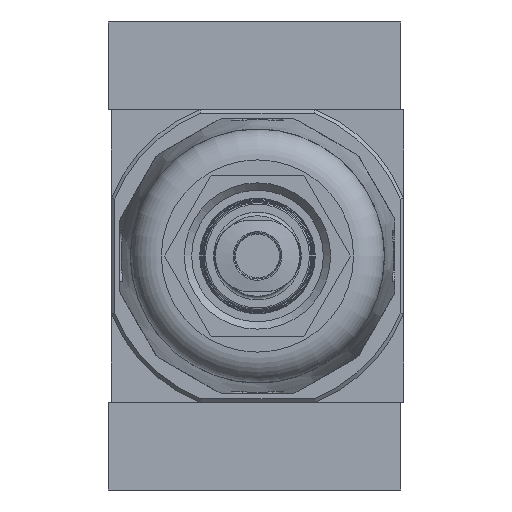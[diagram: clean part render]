
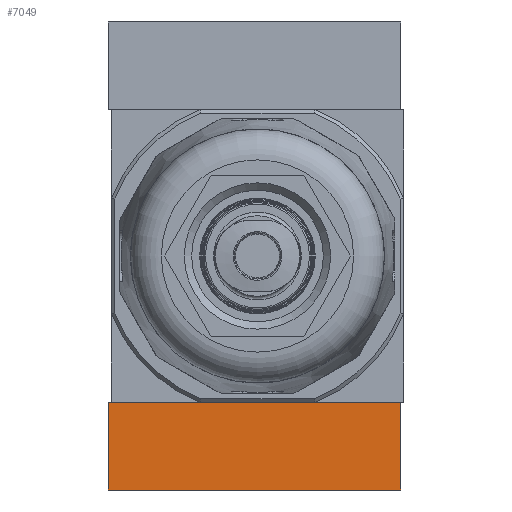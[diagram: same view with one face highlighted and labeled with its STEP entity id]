
A CAD part, front view. The second image highlights one B-rep face of the part: STEP entity #7049.
In plain terms, the highlighted face is planar.
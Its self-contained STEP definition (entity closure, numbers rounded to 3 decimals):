
#402=LINE('',#10883,#752);
#407=LINE('',#10897,#757);
#409=LINE('',#10901,#759);
#410=LINE('',#10902,#760);
#752=VECTOR('',#8666,1000.);
#757=VECTOR('',#8679,1000.);
#759=VECTOR('',#8683,1000.);
#760=VECTOR('',#8684,1000.);
#993=PLANE('',#7549);
#2040=ORIENTED_EDGE('',*,*,#3137,.T.);
#2041=ORIENTED_EDGE('',*,*,#3128,.F.);
#2042=ORIENTED_EDGE('',*,*,#3138,.F.);
#2043=ORIENTED_EDGE('',*,*,#3135,.T.);
#3128=EDGE_CURVE('',#3750,#3747,#402,.T.);
#3135=EDGE_CURVE('',#3756,#3755,#407,.T.);
#3137=EDGE_CURVE('',#3755,#3747,#409,.T.);
#3138=EDGE_CURVE('',#3756,#3750,#410,.T.);
#3747=VERTEX_POINT('',#10877);
#3750=VERTEX_POINT('',#10882);
#3755=VERTEX_POINT('',#10896);
#3756=VERTEX_POINT('',#10898);
#4494=EDGE_LOOP('',(#2040,#2041,#2042,#2043));
#4996=FACE_BOUND('',#4494,.T.);
#7049=ADVANCED_FACE('',(#4996),#993,.F.);
#7549=AXIS2_PLACEMENT_3D('',#10900,#8681,#8682);
#8666=DIRECTION('',(0.,0.,-1.));
#8679=DIRECTION('',(0.,0.,-1.));
#8681=DIRECTION('',(0.,-1.,0.));
#8682=DIRECTION('',(0.,0.,-1.));
#8683=DIRECTION('',(-1.,0.,0.));
#8684=DIRECTION('',(-1.,0.,0.));
#10877=CARTESIAN_POINT('',(-20.,10.,-6.));
#10882=CARTESIAN_POINT('',(-20.,10.,6.));
#10883=CARTESIAN_POINT('',(-20.,10.,6.));
#10896=CARTESIAN_POINT('',(20.,10.,-6.));
#10897=CARTESIAN_POINT('',(20.,10.,6.));
#10898=CARTESIAN_POINT('',(20.,10.,6.));
#10900=CARTESIAN_POINT('',(20.,10.,6.));
#10901=CARTESIAN_POINT('',(20.,10.,-6.));
#10902=CARTESIAN_POINT('',(20.,10.,6.));
